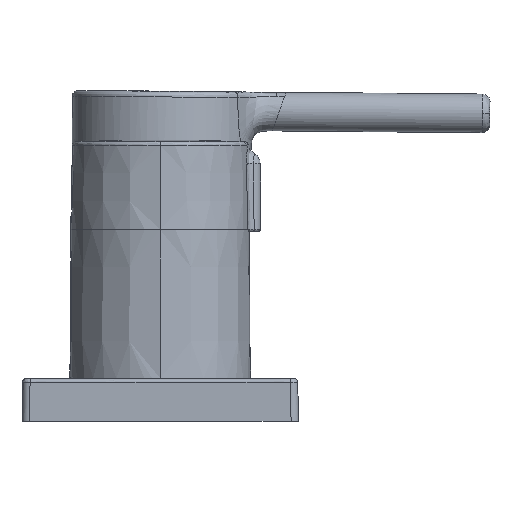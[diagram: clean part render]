
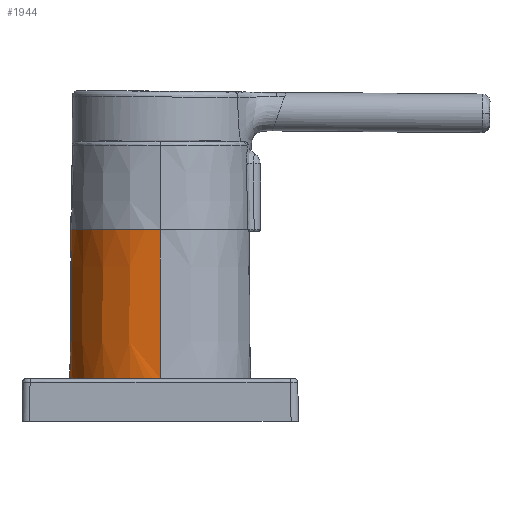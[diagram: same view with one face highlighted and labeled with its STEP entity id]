
A CAD part, left-side view. The second image highlights one B-rep face of the part: STEP entity #1944.
In plain terms, the highlighted conical face has half-angle 0.359 degrees and reference radius 24.635 mm.
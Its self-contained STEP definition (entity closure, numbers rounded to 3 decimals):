
#8 = CARTESIAN_POINT ( 'NONE',  ( -124.494, 0., 11.71 ) ) ;
#72 = ORIENTED_EDGE ( 'NONE', *, *, #189, .T. ) ;
#115 = AXIS2_PLACEMENT_3D ( 'NONE', #2225, #4916, #860 ) ;
#189 = EDGE_CURVE ( 'NONE', #4027, #1514, #3676, .T. ) ;
#341 = EDGE_CURVE ( 'NONE', #2730, #4027, #4987, .T. ) ;
#350 = AXIS2_PLACEMENT_3D ( 'NONE', #1421, #3144, #5375 ) ;
#385 = CARTESIAN_POINT ( 'NONE',  ( -102.796, 24.338, 11.747 ) ) ;
#402 = CARTESIAN_POINT ( 'NONE',  ( -114.935, 19.48, 11.731 ) ) ;
#447 = CARTESIAN_POINT ( 'NONE',  ( -123.708, 6.361, 11.713 ) ) ;
#651 = CARTESIAN_POINT ( 'NONE',  ( -100., 0., 51.974 ) ) ;
#837 = VECTOR ( 'NONE', #3675, 1000. ) ;
#838 = CARTESIAN_POINT ( 'NONE',  ( -110.105, 22.327, 11.736 ) ) ;
#859 = CARTESIAN_POINT ( 'NONE',  ( -120.806, 12.951, 11.722 ) ) ;
#860 = DIRECTION ( 'NONE',  ( 0., 1., 0. ) ) ;
#878 = CARTESIAN_POINT ( 'NONE',  ( -118.428, 16.156, 11.727 ) ) ;
#897 = CARTESIAN_POINT ( 'NONE',  ( -124.455, 1.601, 11.71 ) ) ;
#918 = CARTESIAN_POINT ( 'NONE',  ( -76.327, 6.334, 11.954 ) ) ;
#1154 = ORIENTED_EDGE ( 'NONE', *, *, #341, .T. ) ;
#1161 = EDGE_LOOP ( 'NONE', ( #5437, #2854, #1154, #72, #1449 ) ) ;
#1163 = CARTESIAN_POINT ( 'NONE',  ( -124.242, 0., 51.974 ) ) ;
#1191 = FACE_OUTER_BOUND ( 'NONE', #1161, .T. ) ;
#1273 = CARTESIAN_POINT ( 'NONE',  ( -87.063, 20.803, 11.827 ) ) ;
#1293 = CARTESIAN_POINT ( 'NONE',  ( -117.888, 16.753, 11.727 ) ) ;
#1311 = CARTESIAN_POINT ( 'NONE',  ( -77.067, 8.638, 11.943 ) ) ;
#1330 = CARTESIAN_POINT ( 'NONE',  ( -92.114, 23.204, 11.789 ) ) ;
#1350 = CARTESIAN_POINT ( 'NONE',  ( -93.264, 23.553, 11.783 ) ) ;
#1421 = CARTESIAN_POINT ( 'NONE',  ( -100., 0., -10.702 ) ) ;
#1449 = ORIENTED_EDGE ( 'NONE', *, *, #5371, .T. ) ;
#1514 = VERTEX_POINT ( 'NONE', #3054 ) ;
#1672 = CARTESIAN_POINT ( 'NONE',  ( -75.507, 0., 11.966 ) ) ;
#1728 = CARTESIAN_POINT ( 'NONE',  ( -98.394, 24.494, 11.759 ) ) ;
#1768 = CARTESIAN_POINT ( 'NONE',  ( -87.755, 21.217, 11.821 ) ) ;
#1786 = CARTESIAN_POINT ( 'NONE',  ( -121.217, 12.266, 11.721 ) ) ;
#1809 = CARTESIAN_POINT ( 'NONE',  ( -124.178, 4.007, 11.711 ) ) ;
#1857 = EDGE_CURVE ( 'NONE', #3405, #3127, #4644, .T. ) ;
#1944 = ADVANCED_FACE ( 'NONE', ( #1191 ), #2669, .T. ) ;
#2154 = EDGE_CURVE ( 'NONE', #3405, #2730, #4637, .T. ) ;
#2181 = CARTESIAN_POINT ( 'NONE',  ( -82.119, 16.758, 11.877 ) ) ;
#2200 = CARTESIAN_POINT ( 'NONE',  ( -77.989, 10.863, 11.93 ) ) ;
#2223 = CARTESIAN_POINT ( 'NONE',  ( -94.433, 23.856, 11.776 ) ) ;
#2225 = CARTESIAN_POINT ( 'NONE',  ( -100., 0., 51.974 ) ) ;
#2260 = CARTESIAN_POINT ( 'NONE',  ( -96.805, 24.338, 11.765 ) ) ;
#2315 = CARTESIAN_POINT ( 'NONE',  ( -100., 24.242, 51.974 ) ) ;
#2617 = CARTESIAN_POINT ( 'NONE',  ( -75.758, 0., 51.974 ) ) ;
#2634 = CARTESIAN_POINT ( 'NONE',  ( -83.814, 18.453, 11.858 ) ) ;
#2652 = CARTESIAN_POINT ( 'NONE',  ( -103.198, 24.288, 11.746 ) ) ;
#2669 = CONICAL_SURFACE ( 'NONE', #350, 24.635, 0.006 ) ;
#2670 = CARTESIAN_POINT ( 'NONE',  ( -85.047, 19.467, 11.845 ) ) ;
#2690 = CARTESIAN_POINT ( 'NONE',  ( -123.245, 7.888, 11.715 ) ) ;
#2712 = CARTESIAN_POINT ( 'NONE',  ( -94.828, 23.945, 11.774 ) ) ;
#2730 = VERTEX_POINT ( 'NONE', #2315 ) ;
#2854 = ORIENTED_EDGE ( 'NONE', *, *, #2154, .T. ) ;
#3054 = CARTESIAN_POINT ( 'NONE',  ( -75.507, 0., 11.966 ) ) ;
#3073 = CARTESIAN_POINT ( 'NONE',  ( -100.79, 24.494, 11.752 ) ) ;
#3093 = CARTESIAN_POINT ( 'NONE',  ( -110.839, 21.98, 11.736 ) ) ;
#3112 = CARTESIAN_POINT ( 'NONE',  ( -76.133, 5.558, 11.957 ) ) ;
#3127 = VERTEX_POINT ( 'NONE', #4378 ) ;
#3134 = CARTESIAN_POINT ( 'NONE',  ( -101.591, 24.456, 11.75 ) ) ;
#3144 = DIRECTION ( 'NONE',  ( 0., 0., -1. ) ) ;
#3155 = CARTESIAN_POINT ( 'NONE',  ( -79.852, 13.934, 11.905 ) ) ;
#3204 = CARTESIAN_POINT ( 'NONE',  ( -124.635, 0., -10.702 ) ) ;
#3405 = VERTEX_POINT ( 'NONE', #1163 ) ;
#3565 = CARTESIAN_POINT ( 'NONE',  ( -119.919, 14.278, 11.724 ) ) ;
#3580 = CARTESIAN_POINT ( 'NONE',  ( -112.944, 20.81, 11.734 ) ) ;
#3604 = CARTESIAN_POINT ( 'NONE',  ( -124.297, 3.21, 11.711 ) ) ;
#3623 = CARTESIAN_POINT ( 'NONE',  ( -81.58, 16.164, 11.883 ) ) ;
#3675 = DIRECTION ( 'NONE',  ( -0.006, 0., -1. ) ) ;
#3676 = LINE ( 'NONE', #5019, #4917 ) ;
#3726 = DIRECTION ( 'NONE',  ( 0.006, 0., -1. ) ) ;
#3803 = DIRECTION ( 'NONE',  ( 0., 0., -1. ) ) ;
#3993 = CARTESIAN_POINT ( 'NONE',  ( -116.172, 18.467, 11.73 ) ) ;
#4010 = CARTESIAN_POINT ( 'NONE',  ( -88.105, 21.415, 11.818 ) ) ;
#4027 = VERTEX_POINT ( 'NONE', #2617 ) ;
#4033 = CARTESIAN_POINT ( 'NONE',  ( -80.562, 14.908, 11.896 ) ) ;
#4051 = CARTESIAN_POINT ( 'NONE',  ( -119.443, 14.919, 11.725 ) ) ;
#4172 = B_SPLINE_CURVE_WITH_KNOTS ( 'NONE', 3,
 ( #1672, #5700, #5347, #3112, #918, #5794, #1311, #2200, #5330, #3155, #5815, #4033, #4938, #3623, #2181, #2634, #2670, #4453, #1273, #1768, #4010, #5312, #4418, #1330, #1350, #5753, #2223, #2712, #2260, #1728, #3073, #3134, #385, #2652, #5385, #4470, #4896, #5773, #838, #3093, #4863, #3580, #402, #3993, #1293, #878, #4051, #3565, #859, #1786, #4914, #5365, #2690, #447, #1809, #3604, #897, #4490, #8 ),
 .UNSPECIFIED., .F., .F.,
 ( 4, 2, 2, 2, 2, 2, 2, 2, 2, 2, 2, 1, 2, 2, 2, 2, 2, 2, 2, 2, 2, 2, 2, 2, 2, 2, 2, 2, 2, 4 ),
 ( 0., 0.005, 0.007, 0.01, 0.014, 0.016, 0.017, 0.019, 0.024, 0.025, 0.026, 0.029, 0.031, 0.032, 0.034, 0.038, 0.041, 0.042, 0.043, 0.048, 0.05, 0.053, 0.057, 0.06, 0.062, 0.065, 0.067, 0.072, 0.074, 0.077 ),
 .UNSPECIFIED. ) ;
#4255 = DIRECTION ( 'NONE',  ( 0., 1., 0. ) ) ;
#4378 = CARTESIAN_POINT ( 'NONE',  ( -124.494, 0., 11.71 ) ) ;
#4418 = CARTESIAN_POINT ( 'NONE',  ( -90.61, 22.665, 11.799 ) ) ;
#4453 = CARTESIAN_POINT ( 'NONE',  ( -86.721, 20.586, 11.83 ) ) ;
#4470 = CARTESIAN_POINT ( 'NONE',  ( -104.39, 24.101, 11.744 ) ) ;
#4490 = CARTESIAN_POINT ( 'NONE',  ( -124.494, 0.799, 11.71 ) ) ;
#4637 = CIRCLE ( 'NONE', #115, 24.242 ) ;
#4644 = LINE ( 'NONE', #3204, #837 ) ;
#4863 = CARTESIAN_POINT ( 'NONE',  ( -112.258, 21.222, 11.734 ) ) ;
#4896 = CARTESIAN_POINT ( 'NONE',  ( -106.354, 23.71, 11.74 ) ) ;
#4914 = CARTESIAN_POINT ( 'NONE',  ( -121.976, 10.849, 11.719 ) ) ;
#4916 = DIRECTION ( 'NONE',  ( 0., 0., -1. ) ) ;
#4917 = VECTOR ( 'NONE', #3726, 1000. ) ;
#4938 = CARTESIAN_POINT ( 'NONE',  ( -80.811, 15.228, 11.893 ) ) ;
#4987 = CIRCLE ( 'NONE', #5379, 24.242 ) ;
#5019 = CARTESIAN_POINT ( 'NONE',  ( -75.365, 0., -10.702 ) ) ;
#5312 = CARTESIAN_POINT ( 'NONE',  ( -89.166, 21.982, 11.81 ) ) ;
#5330 = CARTESIAN_POINT ( 'NONE',  ( -78.741, 12.27, 11.919 ) ) ;
#5347 = CARTESIAN_POINT ( 'NONE',  ( -75.666, 3.21, 11.964 ) ) ;
#5365 = CARTESIAN_POINT ( 'NONE',  ( -122.323, 10.114, 11.718 ) ) ;
#5371 = EDGE_CURVE ( 'NONE', #1514, #3127, #4172, .T. ) ;
#5375 = DIRECTION ( 'NONE',  ( 1., 0., 0. ) ) ;
#5379 = AXIS2_PLACEMENT_3D ( 'NONE', #651, #3803, #4255 ) ;
#5385 = CARTESIAN_POINT ( 'NONE',  ( -103.995, 24.17, 11.745 ) ) ;
#5437 = ORIENTED_EDGE ( 'NONE', *, *, #1857, .F. ) ;
#5700 = CARTESIAN_POINT ( 'NONE',  ( -75.507, 1.618, 11.966 ) ) ;
#5753 = CARTESIAN_POINT ( 'NONE',  ( -93.651, 23.66, 11.781 ) ) ;
#5773 = CARTESIAN_POINT ( 'NONE',  ( -107.88, 23.247, 11.739 ) ) ;
#5794 = CARTESIAN_POINT ( 'NONE',  ( -76.793, 7.873, 11.947 ) ) ;
#5815 = CARTESIAN_POINT ( 'NONE',  ( -80.083, 14.262, 11.902 ) ) ;
